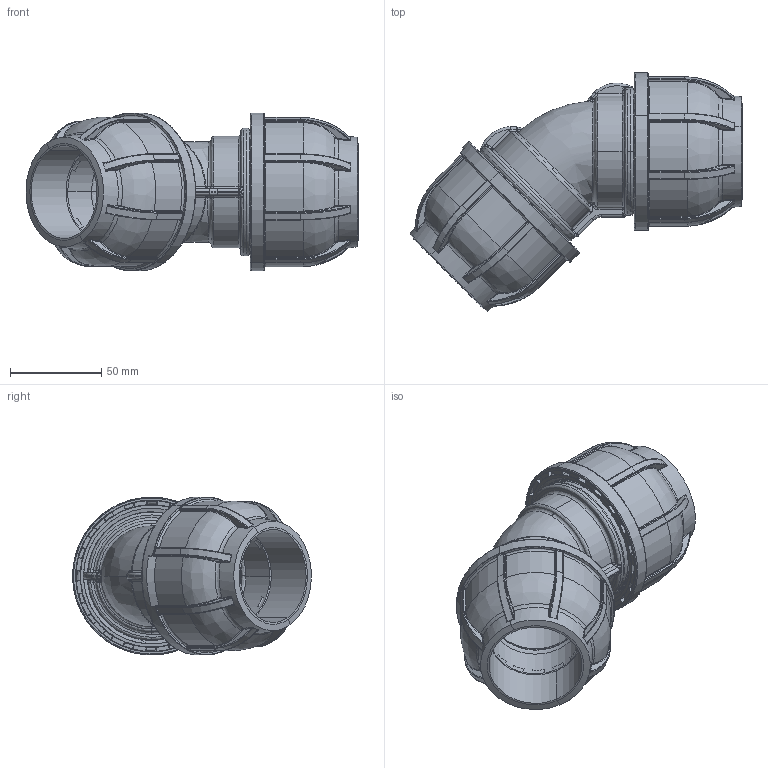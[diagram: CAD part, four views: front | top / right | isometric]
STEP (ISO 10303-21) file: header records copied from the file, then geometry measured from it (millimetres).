
FILE_DESCRIPTION (( 'STEP AP203' ), '1' );
FILE_NAME ('R245.050.050.STEP', '2016-10-18T15:57:43', ( '' ), ( '' ), 'SwSTEP 2.0', 'SolidWorks 2016', '' );
FILE_SCHEMA (( 'CONFIG_CONTROL_DESIGN' ));
Length unit declared in the file: millimetre
Products named in the file (1): R245.050.050
Bounding box: 181.92 x 130.76 x 86.51 mm (x, y, z)
Surface area: 105035.7 mm2 (no closed solid volume)
Topology: 0 solids, 51 shells, 1105 faces, 3610 edges, 2392 vertices
Faces by surface type: bspline 541, cylinder 295, plane 247, cone 22
Entity records: 58160 total; most frequent: CARTESIAN_POINT 32335, ORIENTED_EDGE 5555, DIRECTION 4336, EDGE_CURVE 3567, VERTEX_POINT 2392, AXIS2_PLACEMENT_3D 1676, B_SPLINE_CURVE_WITH_KNOTS 1196, EDGE_LOOP 1112
